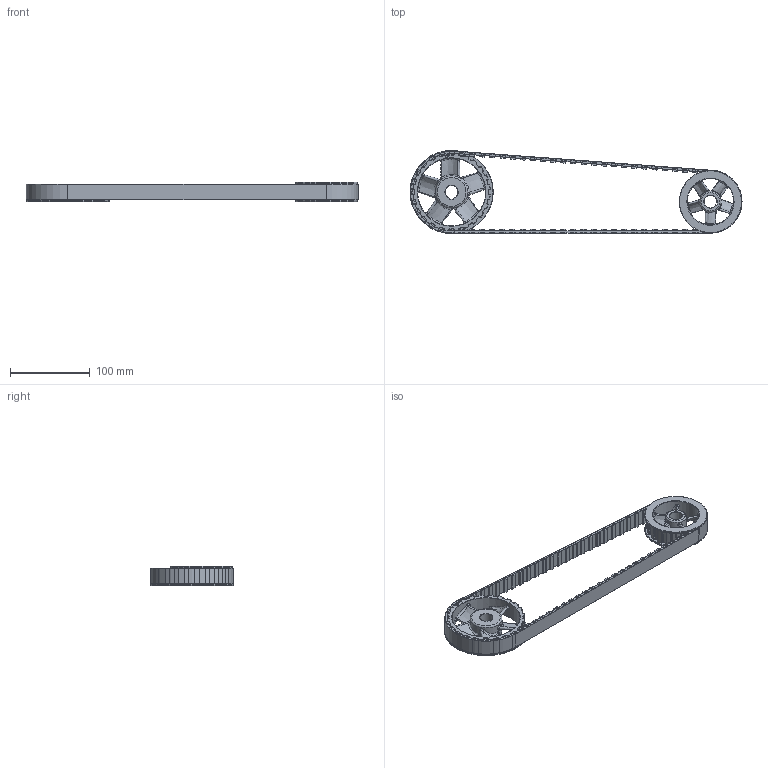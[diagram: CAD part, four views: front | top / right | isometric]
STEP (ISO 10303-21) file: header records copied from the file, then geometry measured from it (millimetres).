
FILE_DESCRIPTION(/* description */ (''),/* implementation_level */ '2;1');
FILE_NAME(/* name */ 'belt.stp',/* time_stamp */ '2017-04-02T13:27:07+07:00',/* author */ ('Sigit'),/* organization */ (''),/* preprocessor_version */ 'ST-DEVELOPER v16.1',/* originating_system */ 'Autodesk Inventor 2016',/* authorisation */ '');
FILE_SCHEMA (('AUTOMOTIVE_DESIGN { 1 0 10303 214 3 1 1 }'));
Length unit declared in the file: millimetre
Products named in the file (7): master; Part4; Part5; Part6; Part7; Part8; belt
Assembly tree (77 placements, depth 2):
  belt
    master
    Part4  x72
    Part5
    Part6
    Part7
    Part8
Bounding box: 415.01 x 104 x 24 mm (x, y, z)
Volume: 199792.2 mm3; surface area: 128428.7 mm2
Topology: 75 solids, 75 shells, 1844 faces, 4151 edges, 2468 vertices
Faces by surface type: cylinder 644, plane 582, torus 203, sphere 197, bspline 178, cone 40
Full cylindrical faces by diameter (mm): 3 x1, 26 x1, 40 x1, 58 x1, 78 x2, 85 x1, 104 x1
Entity records: 42132 total; most frequent: CARTESIAN_POINT 13380, DIRECTION 6489, ORIENTED_EDGE 5652, EDGE_CURVE 2826, AXIS2_PLACEMENT_3D 2772, VERTEX_POINT 1589, CIRCLE 1586, EDGE_LOOP 1333
